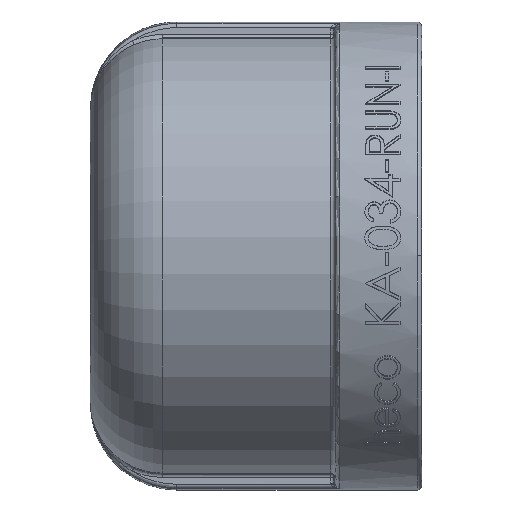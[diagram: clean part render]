
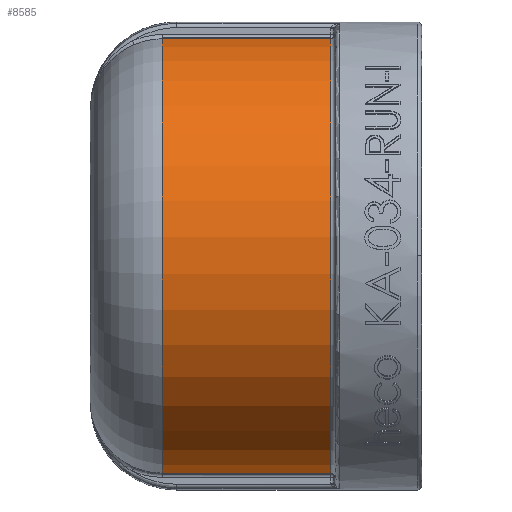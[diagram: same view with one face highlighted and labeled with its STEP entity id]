
A CAD part, top view. The second image highlights one B-rep face of the part: STEP entity #8585.
In plain terms, the highlighted cylindrical face has radius 15.25 mm (diameter 30.5 mm), a partial arc.
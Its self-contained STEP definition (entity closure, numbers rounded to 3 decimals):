
#34 = CARTESIAN_POINT ( 'NONE',  ( -0.8, 15.082, 2.256 ) ) ;
#298 = VECTOR ( 'NONE', #11552, 1000. ) ;
#1602 = DIRECTION ( 'NONE',  ( -1., 0., 0. ) ) ;
#2177 = CARTESIAN_POINT ( 'NONE',  ( -9., -15.082, 2.256 ) ) ;
#3050 = CARTESIAN_POINT ( 'NONE',  ( -0.8, 0., 0. ) ) ;
#3660 = VERTEX_POINT ( 'NONE', #34 ) ;
#3933 = CARTESIAN_POINT ( 'NONE',  ( -0.8, -15.082, 2.256 ) ) ;
#5651 = AXIS2_PLACEMENT_3D ( 'NONE', #11017, #1602, #11090 ) ;
#6683 = LINE ( 'NONE', #11760, #298 ) ;
#6798 = CARTESIAN_POINT ( 'NONE',  ( -12.5, -15.082, 2.256 ) ) ;
#7948 = VERTEX_POINT ( 'NONE', #6798 ) ;
#8585 = ADVANCED_FACE ( 'NONE', ( #12244 ), #17892, .T. ) ;
#9750 = EDGE_CURVE ( 'NONE', #16600, #7948, #19534, .T. ) ;
#11017 = CARTESIAN_POINT ( 'NONE',  ( -12.5, 0., 0. ) ) ;
#11090 = DIRECTION ( 'NONE',  ( 0., 0., 1. ) ) ;
#11158 = VECTOR ( 'NONE', #16420, 1000. ) ;
#11243 = DIRECTION ( 'NONE',  ( 1., 0., 0. ) ) ;
#11552 = DIRECTION ( 'NONE',  ( 1., 0., 0. ) ) ;
#11760 = CARTESIAN_POINT ( 'NONE',  ( -9., 15.082, 2.256 ) ) ;
#11775 = ORIENTED_EDGE ( 'NONE', *, *, #15047, .F. ) ;
#12244 = FACE_OUTER_BOUND ( 'NONE', #17660, .T. ) ;
#13778 = ORIENTED_EDGE ( 'NONE', *, *, #13801, .F. ) ;
#13801 = EDGE_CURVE ( 'NONE', #3660, #16600, #18581, .T. ) ;
#14207 = CARTESIAN_POINT ( 'NONE',  ( -9., 0., 0. ) ) ;
#14276 = DIRECTION ( 'NONE',  ( 0., 1., 0. ) ) ;
#15047 = EDGE_CURVE ( 'NONE', #7948, #15623, #15585, .T. ) ;
#15459 = ORIENTED_EDGE ( 'NONE', *, *, #20306, .F. ) ;
#15585 = CIRCLE ( 'NONE', #5651, 15.25 ) ;
#15623 = VERTEX_POINT ( 'NONE', #16055 ) ;
#15646 = DIRECTION ( 'NONE',  ( 1., 0., 0. ) ) ;
#16030 = AXIS2_PLACEMENT_3D ( 'NONE', #14207, #11243, #14276 ) ;
#16055 = CARTESIAN_POINT ( 'NONE',  ( -12.5, 15.082, 2.256 ) ) ;
#16420 = DIRECTION ( 'NONE',  ( -1., 0., 0. ) ) ;
#16600 = VERTEX_POINT ( 'NONE', #3933 ) ;
#17084 = AXIS2_PLACEMENT_3D ( 'NONE', #3050, #15646, #20172 ) ;
#17660 = EDGE_LOOP ( 'NONE', ( #17941, #13778, #15459, #11775 ) ) ;
#17892 = CYLINDRICAL_SURFACE ( 'NONE', #16030, 15.25 ) ;
#17941 = ORIENTED_EDGE ( 'NONE', *, *, #9750, .F. ) ;
#18581 = CIRCLE ( 'NONE', #17084, 15.25 ) ;
#19534 = LINE ( 'NONE', #2177, #11158 ) ;
#20172 = DIRECTION ( 'NONE',  ( 0., -1., 0. ) ) ;
#20306 = EDGE_CURVE ( 'NONE', #15623, #3660, #6683, .T. ) ;
